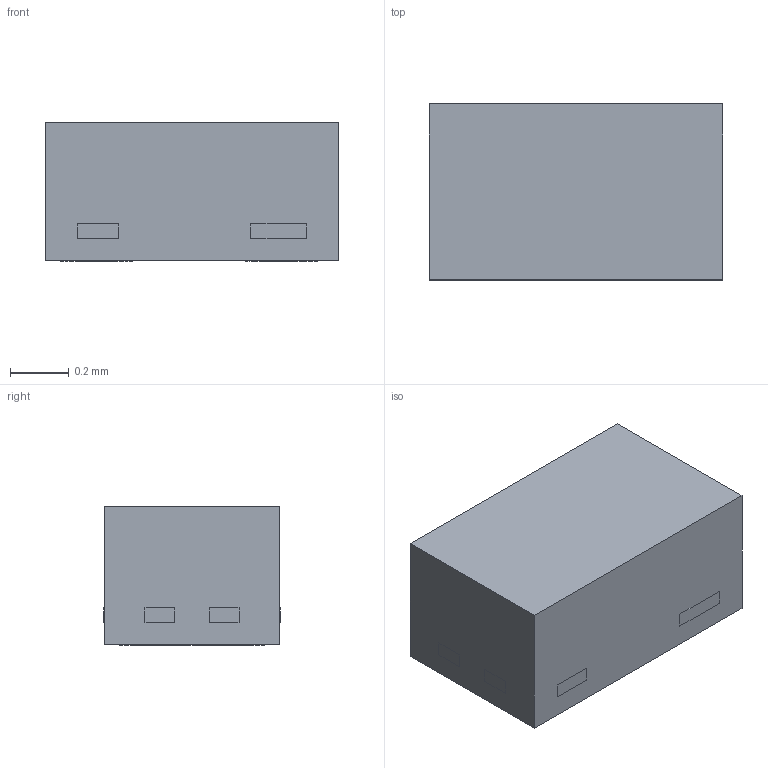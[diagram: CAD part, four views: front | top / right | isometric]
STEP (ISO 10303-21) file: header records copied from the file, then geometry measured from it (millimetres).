
FILE_DESCRIPTION(/* description */ (''),/* implementation_level */ '2;1');
FILE_NAME(/* name */ 'Nexperia_SOD882 v3.step',/* time_stamp */ '2022-02-26T16:31:17+10:00',/* author */ (''),/* organization */ (''),/* preprocessor_version */ 'ST-DEVELOPER v18.1',/* originating_system */ 'Autodesk Translation Framework v10.13.0.1454',/* authorisation */ '');
FILE_SCHEMA (('AUTOMOTIVE_DESIGN { 1 0 10303 214 3 1 1 }'));
Length unit declared in the file: millimetre
Products named in the file (3): Nexperia_SOD882; SOD882 body; SOD882A3 singulated LF unit
Assembly tree (2 placements, depth 2):
  Nexperia_SOD882
    SOD882 body
    SOD882A3 singulated LF unit
Bounding box: 1 x 0.6 x 0.47 mm (x, y, z)
Volume: 0.3 mm3; surface area: 3.8 mm2
Topology: 3 solids, 3 shells, 66 faces, 172 edges, 112 vertices
Faces by surface type: plane 58, cylinder 8
Entity records: 2088 total; most frequent: CARTESIAN_POINT 355, ORIENTED_EDGE 344, DIRECTION 332, EDGE_CURVE 172, LINE 154, VECTOR 154, VERTEX_POINT 112, AXIS2_PLACEMENT_3D 89
